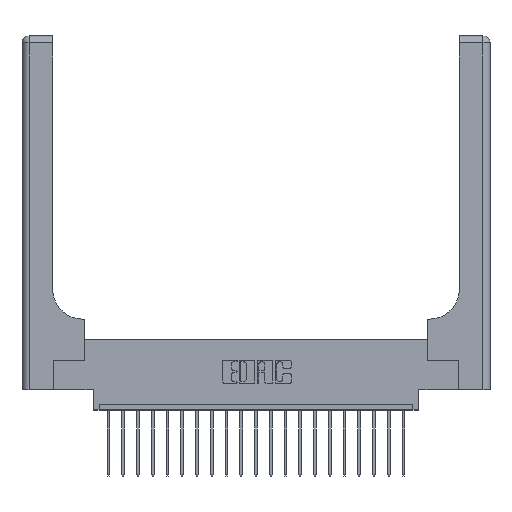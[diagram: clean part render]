
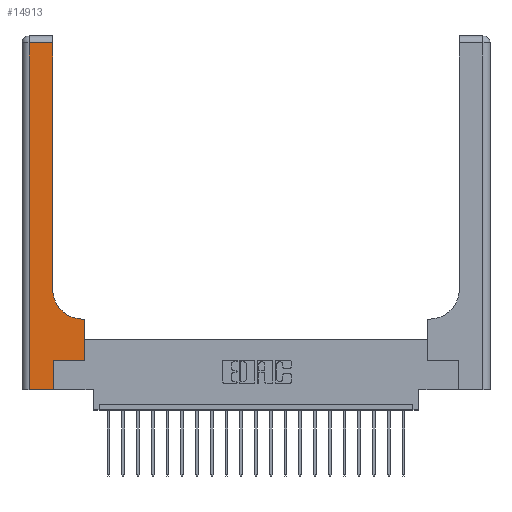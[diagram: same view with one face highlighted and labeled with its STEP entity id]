
A CAD part, top view. The second image highlights one B-rep face of the part: STEP entity #14913.
In plain terms, the highlighted planar face has unit normal (0, 0, 1).
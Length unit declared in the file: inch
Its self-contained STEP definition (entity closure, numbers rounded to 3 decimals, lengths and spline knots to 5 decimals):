
#495 = DIRECTION ( 'NONE',  ( 1., 0., 0. ) ) ;
#709 = CARTESIAN_POINT ( 'NONE',  ( 0.26, 2.94, 0.37 ) ) ;
#949 = ORIENTED_EDGE ( 'NONE', *, *, #17920, .T. ) ;
#1353 = CARTESIAN_POINT ( 'NONE',  ( 0.26, 0.6, 0.37 ) ) ;
#1749 = AXIS2_PLACEMENT_3D ( 'NONE', #6796, #8544, #17178 ) ;
#1751 = FACE_OUTER_BOUND ( 'NONE', #18794, .T. ) ;
#2423 = CARTESIAN_POINT ( 'NONE',  ( 0., 2.94, 0.37 ) ) ;
#3066 = EDGE_CURVE ( 'NONE', #14141, #9330, #6165, .T. ) ;
#3425 = ORIENTED_EDGE ( 'NONE', *, *, #17203, .T. ) ;
#3716 = CARTESIAN_POINT ( 'NONE',  ( 0.265, 0.25, 0.37 ) ) ;
#3782 = CARTESIAN_POINT ( 'NONE',  ( 0.265, 0., 0.37 ) ) ;
#3816 = VECTOR ( 'NONE', #13071, 39.37008 ) ;
#4118 = CARTESIAN_POINT ( 'NONE',  ( 0., 0., 0.37 ) ) ;
#4668 = VECTOR ( 'NONE', #9892, 39.37008 ) ;
#5035 = ORIENTED_EDGE ( 'NONE', *, *, #3066, .T. ) ;
#5339 = ORIENTED_EDGE ( 'NONE', *, *, #6092, .T. ) ;
#5425 = CARTESIAN_POINT ( 'NONE',  ( 0.06, 2.94, 0.37 ) ) ;
#6092 = EDGE_CURVE ( 'NONE', #13687, #14141, #21480, .T. ) ;
#6165 = LINE ( 'NONE', #12844, #7586 ) ;
#6522 = LINE ( 'NONE', #14841, #15704 ) ;
#6796 = CARTESIAN_POINT ( 'NONE',  ( 0.51, 0.85, 0.37 ) ) ;
#7586 = VECTOR ( 'NONE', #21462, 39.37008 ) ;
#8468 = CARTESIAN_POINT ( 'NONE',  ( 0.06, 0., 0.37 ) ) ;
#8544 = DIRECTION ( 'NONE',  ( 0., 0., -1. ) ) ;
#8747 = PLANE ( 'NONE',  #12845 ) ;
#9330 = VERTEX_POINT ( 'NONE', #19474 ) ;
#9465 = LINE ( 'NONE', #1353, #11138 ) ;
#9892 = DIRECTION ( 'NONE',  ( 1., 0., 0. ) ) ;
#10126 = DIRECTION ( 'NONE',  ( 0., 1., 0. ) ) ;
#10199 = ORIENTED_EDGE ( 'NONE', *, *, #17695, .T. ) ;
#10435 = VECTOR ( 'NONE', #17466, 39.37008 ) ;
#10804 = CARTESIAN_POINT ( 'NONE',  ( 0.265, 0., 0.37 ) ) ;
#10844 = DIRECTION ( 'NONE',  ( -1., 0., 0. ) ) ;
#11100 = LINE ( 'NONE', #16453, #3816 ) ;
#11138 = VECTOR ( 'NONE', #19408, 39.37008 ) ;
#11982 = VERTEX_POINT ( 'NONE', #12152 ) ;
#12146 = CARTESIAN_POINT ( 'NONE',  ( 0., 3., 0.37 ) ) ;
#12152 = CARTESIAN_POINT ( 'NONE',  ( 0.26, 0.85, 0.37 ) ) ;
#12451 = LINE ( 'NONE', #10804, #10435 ) ;
#12844 = CARTESIAN_POINT ( 'NONE',  ( 0.528, 0.25, 0.37 ) ) ;
#12845 = AXIS2_PLACEMENT_3D ( 'NONE', #12146, #18797, #15310 ) ;
#12910 = CARTESIAN_POINT ( 'NONE',  ( 0.51, 0.6, 0.37 ) ) ;
#13071 = DIRECTION ( 'NONE',  ( 0., -1., 0. ) ) ;
#13141 = ORIENTED_EDGE ( 'NONE', *, *, #18962, .T. ) ;
#13687 = VERTEX_POINT ( 'NONE', #3716 ) ;
#14141 = VERTEX_POINT ( 'NONE', #15606 ) ;
#14692 = VECTOR ( 'NONE', #10844, 39.37008 ) ;
#14841 = CARTESIAN_POINT ( 'NONE',  ( 0.26, 3., 0.37 ) ) ;
#14913 = ADVANCED_FACE ( 'NONE', ( #1751 ), #8747, .F. ) ;
#15072 = ORIENTED_EDGE ( 'NONE', *, *, #17176, .T. ) ;
#15194 = ORIENTED_EDGE ( 'NONE', *, *, #16730, .T. ) ;
#15310 = DIRECTION ( 'NONE',  ( -1., 0., 0. ) ) ;
#15595 = LINE ( 'NONE', #4118, #18840 ) ;
#15606 = CARTESIAN_POINT ( 'NONE',  ( 0.528, 0.25, 0.37 ) ) ;
#15704 = VECTOR ( 'NONE', #10126, 39.37008 ) ;
#15788 = VERTEX_POINT ( 'NONE', #5425 ) ;
#15791 = VERTEX_POINT ( 'NONE', #709 ) ;
#16359 = VERTEX_POINT ( 'NONE', #12910 ) ;
#16453 = CARTESIAN_POINT ( 'NONE',  ( 0.06, 3., 0.37 ) ) ;
#16730 = EDGE_CURVE ( 'NONE', #16978, #13687, #12451, .T. ) ;
#16978 = VERTEX_POINT ( 'NONE', #3782 ) ;
#17176 = EDGE_CURVE ( 'NONE', #15788, #18253, #11100, .T. ) ;
#17178 = DIRECTION ( 'NONE',  ( 1., 0., 0. ) ) ;
#17203 = EDGE_CURVE ( 'NONE', #9330, #16359, #9465, .T. ) ;
#17397 = LINE ( 'NONE', #2423, #14692 ) ;
#17466 = DIRECTION ( 'NONE',  ( 0., 1., 0. ) ) ;
#17695 = EDGE_CURVE ( 'NONE', #11982, #15791, #6522, .T. ) ;
#17920 = EDGE_CURVE ( 'NONE', #18253, #16978, #15595, .T. ) ;
#18253 = VERTEX_POINT ( 'NONE', #8468 ) ;
#18396 = CARTESIAN_POINT ( 'NONE',  ( 0.265, 0.25, 0.37 ) ) ;
#18794 = EDGE_LOOP ( 'NONE', ( #10199, #13141, #15072, #949, #15194, #5339, #5035, #3425, #21632 ) ) ;
#18797 = DIRECTION ( 'NONE',  ( 0., 0., -1. ) ) ;
#18827 = EDGE_CURVE ( 'NONE', #16359, #11982, #19921, .T. ) ;
#18840 = VECTOR ( 'NONE', #495, 39.37008 ) ;
#18962 = EDGE_CURVE ( 'NONE', #15791, #15788, #17397, .T. ) ;
#19408 = DIRECTION ( 'NONE',  ( -1., 0., 0. ) ) ;
#19474 = CARTESIAN_POINT ( 'NONE',  ( 0.528, 0.6, 0.37 ) ) ;
#19921 = CIRCLE ( 'NONE', #1749, 0.25 ) ;
#21462 = DIRECTION ( 'NONE',  ( 0., 1., 0. ) ) ;
#21480 = LINE ( 'NONE', #18396, #4668 ) ;
#21632 = ORIENTED_EDGE ( 'NONE', *, *, #18827, .T. ) ;
